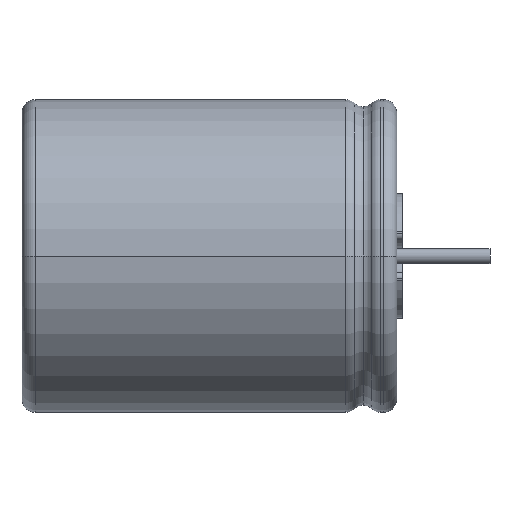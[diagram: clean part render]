
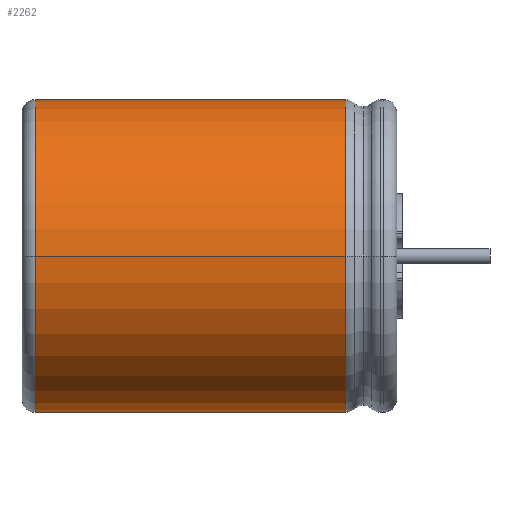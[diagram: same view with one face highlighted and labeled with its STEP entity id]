
A CAD part, left-side view. The second image highlights one B-rep face of the part: STEP entity #2262.
In plain terms, the highlighted cylindrical face has radius 6.275 mm (diameter 12.551 mm), a partial arc.
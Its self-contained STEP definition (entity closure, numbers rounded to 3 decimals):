
#334 = CARTESIAN_POINT ( 'NONE',  ( 0., 2.52, -6.275 ) ) ;
#389 = DIRECTION ( 'NONE',  ( 1., 0., 0. ) ) ;
#475 = AXIS2_PLACEMENT_3D ( 'NONE', #3875, #4217, #1525 ) ;
#500 = CIRCLE ( 'NONE', #475, 6.275 ) ;
#623 = LINE ( 'NONE', #3307, #851 ) ;
#727 = DIRECTION ( 'NONE',  ( 0., -1., 0. ) ) ;
#776 = DIRECTION ( 'NONE',  ( 0., -1., 0. ) ) ;
#851 = VECTOR ( 'NONE', #3275, 1000. ) ;
#913 = CARTESIAN_POINT ( 'NONE',  ( 0., 2.52, 6.275 ) ) ;
#953 = EDGE_CURVE ( 'NONE', #2832, #2329, #500, .T. ) ;
#995 = EDGE_LOOP ( 'NONE', ( #3716, #2267, #1047, #2340 ) ) ;
#1047 = ORIENTED_EDGE ( 'NONE', *, *, #953, .F. ) ;
#1077 = AXIS2_PLACEMENT_3D ( 'NONE', #4302, #1522, #3617 ) ;
#1522 = DIRECTION ( 'NONE',  ( 0., 1., 0. ) ) ;
#1525 = DIRECTION ( 'NONE',  ( 1., 0., 0. ) ) ;
#1532 = VERTEX_POINT ( 'NONE', #3262 ) ;
#1971 = EDGE_CURVE ( 'NONE', #2329, #1532, #623, .T. ) ;
#2120 = CYLINDRICAL_SURFACE ( 'NONE', #1077, 6.275 ) ;
#2262 = ADVANCED_FACE ( 'NONE', ( #2720 ), #2120, .T. ) ;
#2267 = ORIENTED_EDGE ( 'NONE', *, *, #1971, .F. ) ;
#2329 = VERTEX_POINT ( 'NONE', #334 ) ;
#2340 = ORIENTED_EDGE ( 'NONE', *, *, #4545, .F. ) ;
#2368 = CIRCLE ( 'NONE', #2778, 6.275 ) ;
#2479 = CARTESIAN_POINT ( 'NONE',  ( 0., 15., 0. ) ) ;
#2537 = CARTESIAN_POINT ( 'NONE',  ( 0., 12.922, 6.275 ) ) ;
#2610 = VECTOR ( 'NONE', #776, 1000. ) ;
#2720 = FACE_OUTER_BOUND ( 'NONE', #995, .T. ) ;
#2778 = AXIS2_PLACEMENT_3D ( 'NONE', #2479, #727, #389 ) ;
#2832 = VERTEX_POINT ( 'NONE', #913 ) ;
#3212 = LINE ( 'NONE', #2537, #2610 ) ;
#3262 = CARTESIAN_POINT ( 'NONE',  ( 0., 15., -6.275 ) ) ;
#3275 = DIRECTION ( 'NONE',  ( 0., 1., 0. ) ) ;
#3307 = CARTESIAN_POINT ( 'NONE',  ( 0., 12.922, -6.275 ) ) ;
#3617 = DIRECTION ( 'NONE',  ( 1., 0., 0. ) ) ;
#3716 = ORIENTED_EDGE ( 'NONE', *, *, #3976, .T. ) ;
#3822 = VERTEX_POINT ( 'NONE', #4420 ) ;
#3875 = CARTESIAN_POINT ( 'NONE',  ( 0., 2.52, 0. ) ) ;
#3976 = EDGE_CURVE ( 'NONE', #3822, #1532, #2368, .T. ) ;
#4217 = DIRECTION ( 'NONE',  ( 0., -1., 0. ) ) ;
#4302 = CARTESIAN_POINT ( 'NONE',  ( 0., 12.922, 0. ) ) ;
#4420 = CARTESIAN_POINT ( 'NONE',  ( 0., 15., 6.275 ) ) ;
#4545 = EDGE_CURVE ( 'NONE', #3822, #2832, #3212, .T. ) ;
